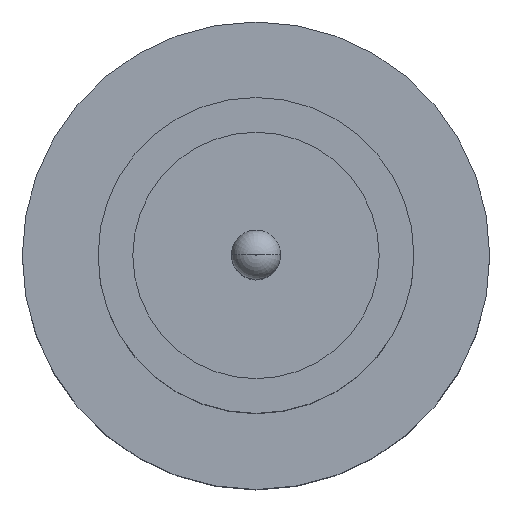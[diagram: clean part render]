
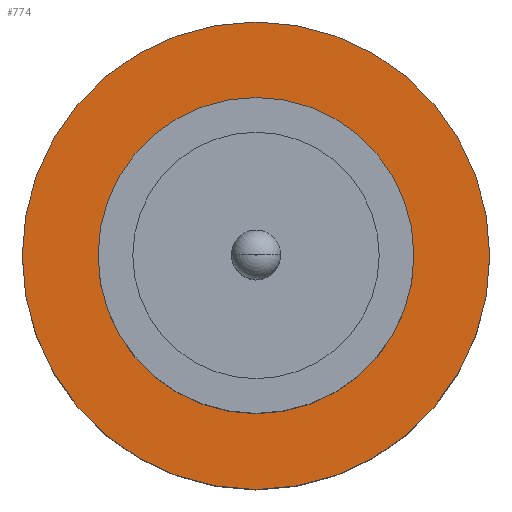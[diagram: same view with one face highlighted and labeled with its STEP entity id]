
A CAD part, top view. The second image highlights one B-rep face of the part: STEP entity #774.
In plain terms, the highlighted planar face has unit normal (0, 0, 1).
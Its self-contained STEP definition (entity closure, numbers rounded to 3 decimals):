
#2 = DIRECTION ( 'NONE',  ( 1., 0., 0. ) ) ;
#4 = VERTEX_POINT ( 'NONE', #503 ) ;
#11 = FACE_OUTER_BOUND ( 'NONE', #678, .T. ) ;
#117 = DIRECTION ( 'NONE',  ( 1., 0., 0. ) ) ;
#123 = VERTEX_POINT ( 'NONE', #455 ) ;
#126 = CARTESIAN_POINT ( 'NONE',  ( 0., 0., 1.55 ) ) ;
#137 = PLANE ( 'NONE',  #593 ) ;
#138 = ORIENTED_EDGE ( 'NONE', *, *, #692, .T. ) ;
#232 = EDGE_CURVE ( 'NONE', #123, #582, #369, .T. ) ;
#263 = ORIENTED_EDGE ( 'NONE', *, *, #570, .T. ) ;
#282 = AXIS2_PLACEMENT_3D ( 'NONE', #296, #730, #117 ) ;
#296 = CARTESIAN_POINT ( 'NONE',  ( 0., 0., 1.55 ) ) ;
#306 = AXIS2_PLACEMENT_3D ( 'NONE', #355, #612, #487 ) ;
#317 = ORIENTED_EDGE ( 'NONE', *, *, #532, .F. ) ;
#341 = CARTESIAN_POINT ( 'NONE',  ( 1.85, 0., 1.55 ) ) ;
#355 = CARTESIAN_POINT ( 'NONE',  ( 0., 0., 1.55 ) ) ;
#358 = CARTESIAN_POINT ( 'NONE',  ( 1.25, 0., 1.55 ) ) ;
#369 = CIRCLE ( 'NONE', #371, 1.25 ) ;
#371 = AXIS2_PLACEMENT_3D ( 'NONE', #689, #375, #2 ) ;
#373 = VERTEX_POINT ( 'NONE', #341 ) ;
#375 = DIRECTION ( 'NONE',  ( 0., 0., 1. ) ) ;
#386 = DIRECTION ( 'NONE',  ( 0., 0., 1. ) ) ;
#393 = CIRCLE ( 'NONE', #746, 1.85 ) ;
#398 = CARTESIAN_POINT ( 'NONE',  ( 0., 0., 1.55 ) ) ;
#455 = CARTESIAN_POINT ( 'NONE',  ( -1.25, 0., 1.55 ) ) ;
#466 = FACE_BOUND ( 'NONE', #728, .T. ) ;
#487 = DIRECTION ( 'NONE',  ( 1., 0., 0. ) ) ;
#503 = CARTESIAN_POINT ( 'NONE',  ( -1.85, 0., 1.55 ) ) ;
#532 = EDGE_CURVE ( 'NONE', #582, #123, #608, .T. ) ;
#568 = DIRECTION ( 'NONE',  ( 1., 0., 0. ) ) ;
#570 = EDGE_CURVE ( 'NONE', #373, #4, #586, .T. ) ;
#582 = VERTEX_POINT ( 'NONE', #358 ) ;
#586 = CIRCLE ( 'NONE', #282, 1.85 ) ;
#593 = AXIS2_PLACEMENT_3D ( 'NONE', #398, #386, #568 ) ;
#600 = ORIENTED_EDGE ( 'NONE', *, *, #232, .F. ) ;
#608 = CIRCLE ( 'NONE', #306, 1.25 ) ;
#612 = DIRECTION ( 'NONE',  ( 0., 0., 1. ) ) ;
#678 = EDGE_LOOP ( 'NONE', ( #138, #263 ) ) ;
#686 = DIRECTION ( 'NONE',  ( 0., 0., 1. ) ) ;
#689 = CARTESIAN_POINT ( 'NONE',  ( 0., 0., 1.55 ) ) ;
#692 = EDGE_CURVE ( 'NONE', #4, #373, #393, .T. ) ;
#728 = EDGE_LOOP ( 'NONE', ( #317, #600 ) ) ;
#730 = DIRECTION ( 'NONE',  ( 0., 0., 1. ) ) ;
#741 = DIRECTION ( 'NONE',  ( 1., 0., 0. ) ) ;
#746 = AXIS2_PLACEMENT_3D ( 'NONE', #126, #686, #741 ) ;
#774 = ADVANCED_FACE ( 'NONE', ( #466, #11 ), #137, .T. ) ;
